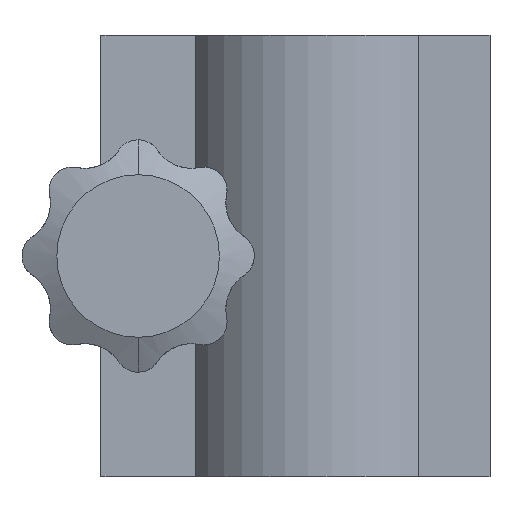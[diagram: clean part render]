
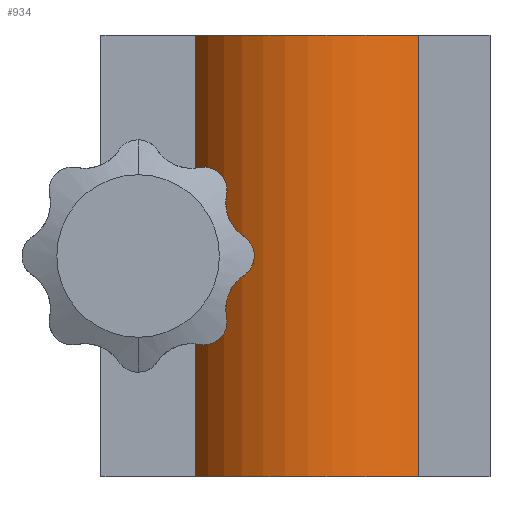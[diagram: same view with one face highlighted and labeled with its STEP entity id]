
A CAD part, front view. The second image highlights one B-rep face of the part: STEP entity #934.
In plain terms, the highlighted cylindrical face has radius 25 mm (diameter 50 mm), a partial arc.
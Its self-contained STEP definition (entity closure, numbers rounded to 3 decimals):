
#934 = ADVANCED_FACE ( 'NONE', ( #15669 ), #1287, .T. ) ;
#1076 = DIRECTION ( 'NONE',  ( 0., 0., 1. ) ) ;
#1287 = CYLINDRICAL_SURFACE ( 'NONE', #14208, 25. ) ;
#1449 = ORIENTED_EDGE ( 'NONE', *, *, #5314, .T. ) ;
#1549 = EDGE_LOOP ( 'NONE', ( #5617, #7027, #6535, #1449 ) ) ;
#1558 = CARTESIAN_POINT ( 'NONE',  ( -22.198, -11.5, 76. ) ) ;
#2263 = CARTESIAN_POINT ( 'NONE',  ( 16.248, -19., 76. ) ) ;
#3077 = LINE ( 'NONE', #2263, #9652 ) ;
#3112 = AXIS2_PLACEMENT_3D ( 'NONE', #8505, #1076, #9754 ) ;
#3518 = CIRCLE ( 'NONE', #9940, 25. ) ;
#3975 = EDGE_CURVE ( 'NONE', #5255, #13239, #3077, .T. ) ;
#4046 = DIRECTION ( 'NONE',  ( 0., 0., -1. ) ) ;
#4487 = CIRCLE ( 'NONE', #3112, 25. ) ;
#4955 = LINE ( 'NONE', #1558, #8238 ) ;
#5040 = VERTEX_POINT ( 'NONE', #7121 ) ;
#5255 = VERTEX_POINT ( 'NONE', #6420 ) ;
#5296 = DIRECTION ( 'NONE',  ( 0., 0., 1. ) ) ;
#5314 = EDGE_CURVE ( 'NONE', #5040, #6386, #4955, .T. ) ;
#5617 = ORIENTED_EDGE ( 'NONE', *, *, #16044, .T. ) ;
#6024 = DIRECTION ( 'NONE',  ( 0., 0., -1. ) ) ;
#6386 = VERTEX_POINT ( 'NONE', #7595 ) ;
#6420 = CARTESIAN_POINT ( 'NONE',  ( 16.248, -19., 76. ) ) ;
#6535 = ORIENTED_EDGE ( 'NONE', *, *, #9884, .F. ) ;
#7027 = ORIENTED_EDGE ( 'NONE', *, *, #3975, .F. ) ;
#7121 = CARTESIAN_POINT ( 'NONE',  ( -22.198, -11.5, 76. ) ) ;
#7595 = CARTESIAN_POINT ( 'NONE',  ( -22.198, -11.5, 0. ) ) ;
#7755 = DIRECTION ( 'NONE',  ( -1., 0., 0. ) ) ;
#8238 = VECTOR ( 'NONE', #4046, 1000. ) ;
#8505 = CARTESIAN_POINT ( 'NONE',  ( 0., 0., 76. ) ) ;
#9652 = VECTOR ( 'NONE', #10923, 1000. ) ;
#9754 = DIRECTION ( 'NONE',  ( 1., 0., 0. ) ) ;
#9884 = EDGE_CURVE ( 'NONE', #5040, #5255, #4487, .T. ) ;
#9940 = AXIS2_PLACEMENT_3D ( 'NONE', #12685, #5296, #13947 ) ;
#9961 = CARTESIAN_POINT ( 'NONE',  ( 0., 0., 76. ) ) ;
#10923 = DIRECTION ( 'NONE',  ( 0., 0., -1. ) ) ;
#12685 = CARTESIAN_POINT ( 'NONE',  ( 0., 0., 0. ) ) ;
#13239 = VERTEX_POINT ( 'NONE', #15237 ) ;
#13947 = DIRECTION ( 'NONE',  ( 1., 0., 0. ) ) ;
#14208 = AXIS2_PLACEMENT_3D ( 'NONE', #9961, #6024, #7755 ) ;
#15237 = CARTESIAN_POINT ( 'NONE',  ( 16.248, -19., 0. ) ) ;
#15669 = FACE_OUTER_BOUND ( 'NONE', #1549, .T. ) ;
#16044 = EDGE_CURVE ( 'NONE', #6386, #13239, #3518, .T. ) ;
